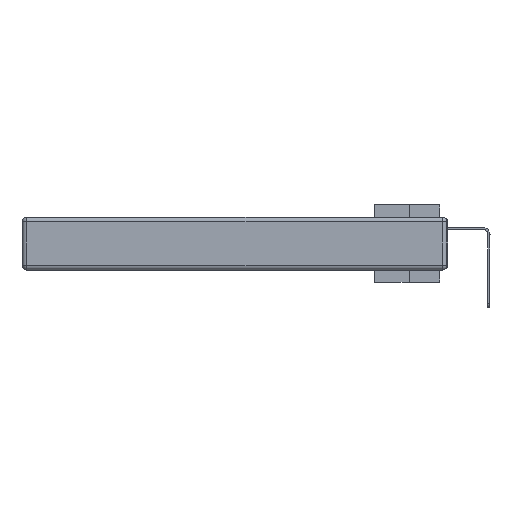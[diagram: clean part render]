
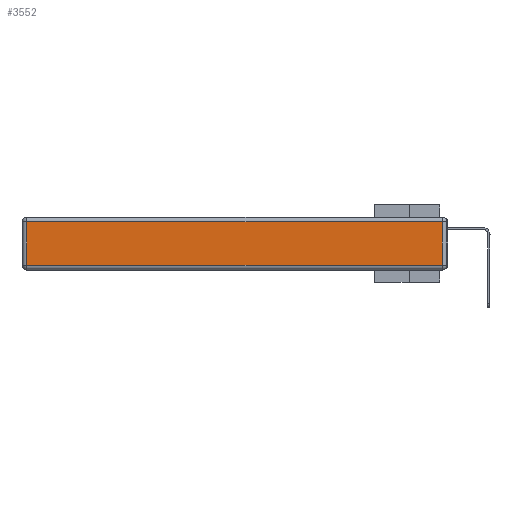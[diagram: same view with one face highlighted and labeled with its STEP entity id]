
A CAD part, left-side view. The second image highlights one B-rep face of the part: STEP entity #3552.
In plain terms, the highlighted planar face has unit normal (-1, 0, 0).
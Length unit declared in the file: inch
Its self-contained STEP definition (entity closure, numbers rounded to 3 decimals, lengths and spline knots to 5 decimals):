
#97 = CARTESIAN_POINT ( 'NONE',  ( 0., 0.03, -0.343 ) ) ;
#960 = LINE ( 'NONE', #97, #23751 ) ;
#1832 = LINE ( 'NONE', #10891, #25329 ) ;
#2005 = CARTESIAN_POINT ( 'NONE',  ( 0., 0.03, -0.03 ) ) ;
#3552 = ADVANCED_FACE ( 'NONE', ( #28342 ), #23443, .T. ) ;
#3693 = VERTEX_POINT ( 'NONE', #2005 ) ;
#3753 = ORIENTED_EDGE ( 'NONE', *, *, #21827, .T. ) ;
#3997 = VERTEX_POINT ( 'NONE', #16216 ) ;
#5683 = DIRECTION ( 'NONE',  ( -1., 0., 0. ) ) ;
#5956 = EDGE_CURVE ( 'NONE', #3693, #3997, #1832, .T. ) ;
#6452 = ORIENTED_EDGE ( 'NONE', *, *, #5956, .T. ) ;
#8415 = ORIENTED_EDGE ( 'NONE', *, *, #18029, .T. ) ;
#9479 = VERTEX_POINT ( 'NONE', #9595 ) ;
#9595 = CARTESIAN_POINT ( 'NONE',  ( 0., 0.03, -0.313 ) ) ;
#9723 = DIRECTION ( 'NONE',  ( 0., 0., -1. ) ) ;
#10308 = CARTESIAN_POINT ( 'NONE',  ( 0., 0., -0.343 ) ) ;
#10891 = CARTESIAN_POINT ( 'NONE',  ( 0., 2.75, -0.03 ) ) ;
#13220 = VERTEX_POINT ( 'NONE', #27393 ) ;
#14890 = VECTOR ( 'NONE', #9723, 39.37008 ) ;
#15855 = EDGE_LOOP ( 'NONE', ( #8415, #26757, #6452, #3753 ) ) ;
#16216 = CARTESIAN_POINT ( 'NONE',  ( 0., 2.72, -0.03 ) ) ;
#17789 = DIRECTION ( 'NONE',  ( 0., 0., 1. ) ) ;
#18029 = EDGE_CURVE ( 'NONE', #13220, #9479, #21669, .T. ) ;
#19216 = DIRECTION ( 'NONE',  ( 0., 0., 1. ) ) ;
#21669 = LINE ( 'NONE', #28618, #22685 ) ;
#21827 = EDGE_CURVE ( 'NONE', #3997, #13220, #22473, .T. ) ;
#22124 = DIRECTION ( 'NONE',  ( 0., 1., 0. ) ) ;
#22473 = LINE ( 'NONE', #27381, #14890 ) ;
#22685 = VECTOR ( 'NONE', #28351, 39.37008 ) ;
#23443 = PLANE ( 'NONE',  #24560 ) ;
#23751 = VECTOR ( 'NONE', #17789, 39.37008 ) ;
#24560 = AXIS2_PLACEMENT_3D ( 'NONE', #10308, #5683, #19216 ) ;
#25329 = VECTOR ( 'NONE', #22124, 39.37008 ) ;
#26757 = ORIENTED_EDGE ( 'NONE', *, *, #27997, .T. ) ;
#27381 = CARTESIAN_POINT ( 'NONE',  ( 0., 2.72, -0.343 ) ) ;
#27393 = CARTESIAN_POINT ( 'NONE',  ( 0., 2.72, -0.313 ) ) ;
#27997 = EDGE_CURVE ( 'NONE', #9479, #3693, #960, .T. ) ;
#28342 = FACE_OUTER_BOUND ( 'NONE', #15855, .T. ) ;
#28351 = DIRECTION ( 'NONE',  ( 0., -1., 0. ) ) ;
#28618 = CARTESIAN_POINT ( 'NONE',  ( 0., 0., -0.313 ) ) ;
